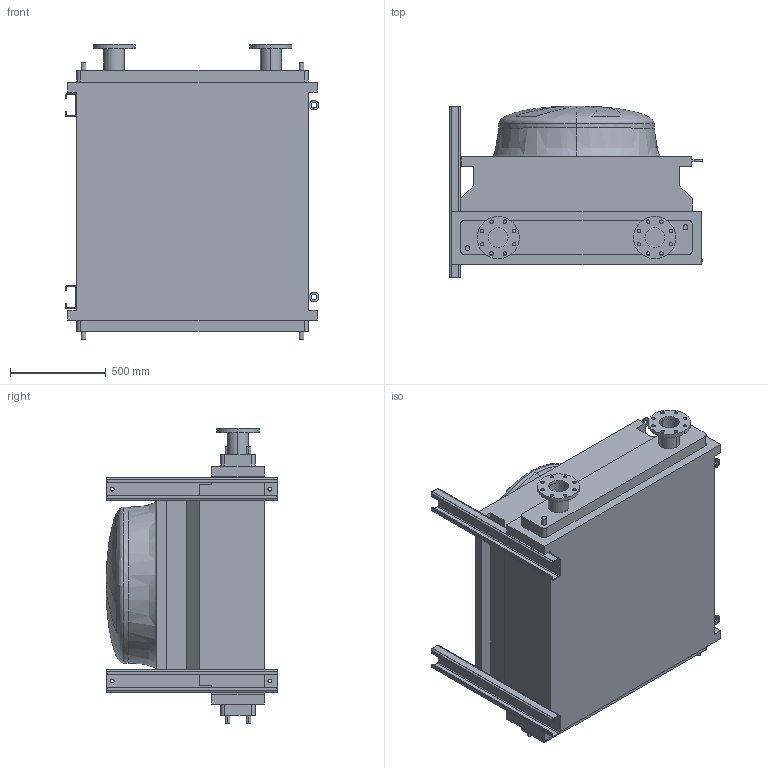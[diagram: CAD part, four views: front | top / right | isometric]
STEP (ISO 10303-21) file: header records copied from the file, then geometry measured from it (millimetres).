
FILE_DESCRIPTION (( 'STEP AP203' ), '1' );
FILE_NAME ('BOAS_01C-V-SS.step', '2022-05-06T11:46:01', ( '' ), ( '' ), 'SwSTEP 2.0', 'SolidWorks 2019', '' );
FILE_SCHEMA (( 'CONFIG_CONTROL_DESIGN' ));
Length unit declared in the file: millimetre
Products named in the file (1): BOAS_01C-V-SS
Bounding box: 1321 x 895 x 1535 mm (x, y, z)
Volume: 913472050 mm3; surface area: 7954981.6 mm2
Topology: 7 solids, 7 shells, 219 faces, 581 edges, 391 vertices
Faces by surface type: cylinder 114, plane 94, bspline 11
Entity records: 8175 total; most frequent: CARTESIAN_POINT 2404, DIRECTION 1216, ORIENTED_EDGE 1158, EDGE_CURVE 579, AXIS2_PLACEMENT_3D 449, VERTEX_POINT 391, VECTOR 318, LINE 318
